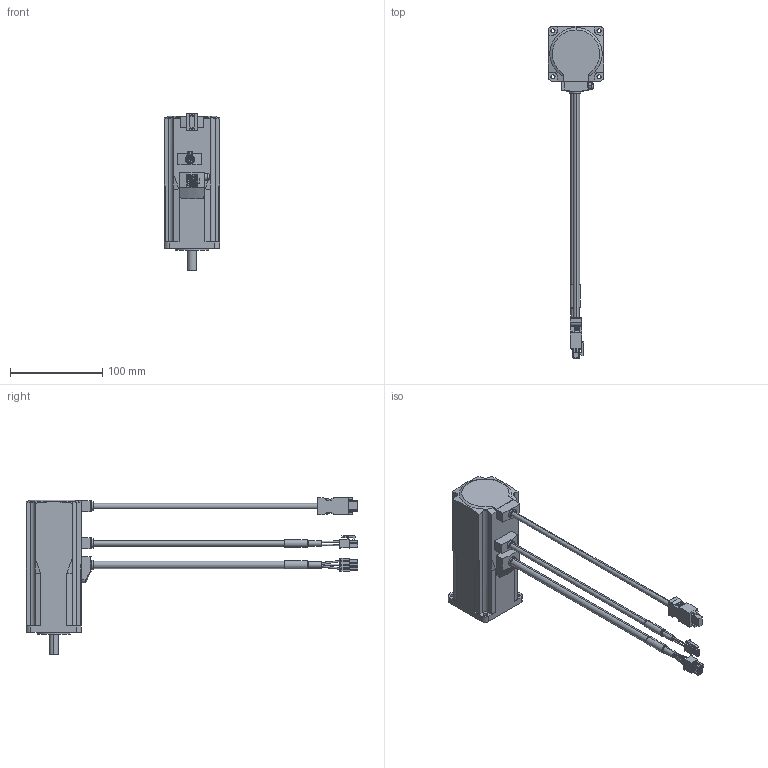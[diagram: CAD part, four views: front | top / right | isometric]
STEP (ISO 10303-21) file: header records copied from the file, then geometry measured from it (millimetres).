
FILE_DESCRIPTION (( 'STEP AP203' ), '1' );
FILE_NAME ('B1296.STEP', '2016-04-07T06:30:48', ( 'om' ), ( 'Hewlett-Packard Company' ), 'SwSTEP 2.0', 'SolidWorks 2014', '' );
FILE_SCHEMA (( 'CONFIG_CONTROL_DESIGN' ));
Length unit declared in the file: millimetre
Products named in the file (1): B1296
Bounding box: 60 x 360 x 170.4 mm (x, y, z)
Volume: 519009.7 mm3; surface area: 66535.8 mm2
Topology: 1 solids, 8 shells, 716 faces, 1907 edges, 1248 vertices
Faces by surface type: plane 579, cylinder 107, bspline 15, torus 11, cone 2, sphere 2
Entity records: 23593 total; most frequent: CARTESIAN_POINT 5601, ORIENTED_EDGE 3814, DIRECTION 3495, EDGE_CURVE 1907, VECTOR 1579, LINE 1579, VERTEX_POINT 1248, AXIS2_PLACEMENT_3D 958
